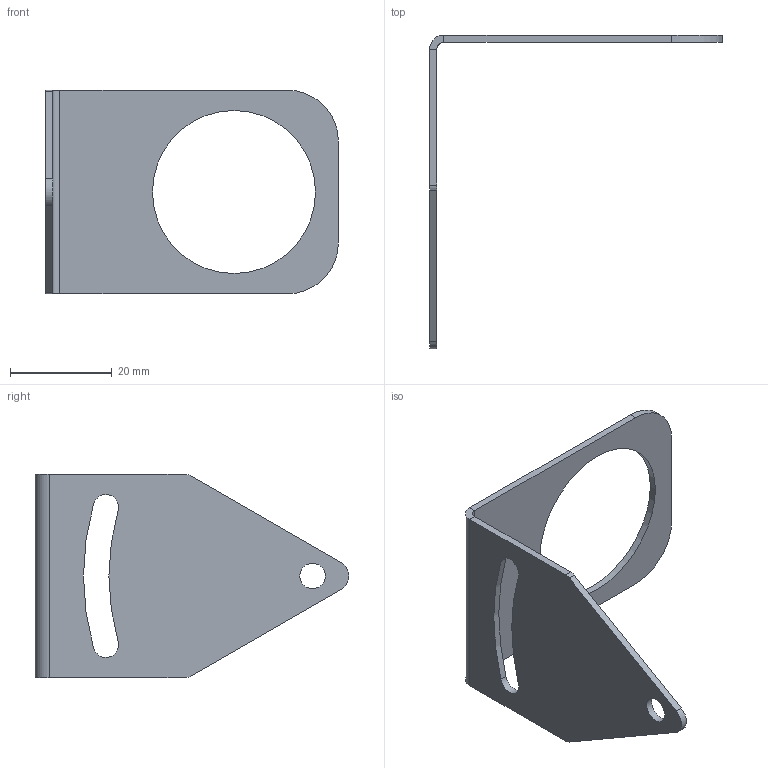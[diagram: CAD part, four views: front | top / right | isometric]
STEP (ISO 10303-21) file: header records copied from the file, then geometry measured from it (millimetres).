
FILE_DESCRIPTION(/* description */ ('SBT-BW-M30'),/* implementation_level */ '2;1');
FILE_NAME(/* name */ 'SBT-BW-M30.stp',/* time_stamp */ '2022-01-18T08:30:01+01:00',/* author */ ('S. Sandt'),/* organization */ ('di-soric GmbH & Co. KG'),/* preprocessor_version */ 'ST-DEVELOPER v18.1',/* originating_system */ 'Autodesk Inventor 2021',/* authorisation */ '');
FILE_SCHEMA (('AUTOMOTIVE_DESIGN { 1 0 10303 214 3 1 1 }'));
Length unit declared in the file: millimetre
Products named in the file (1): Haltewwinkel V2A
Bounding box: 57.5 x 61.64 x 40 mm (x, y, z)
Volume: 4299.9 mm3; surface area: 6792.7 mm2
Topology: 1 solids, 1 shells, 26 faces, 64 edges, 40 vertices
Faces by surface type: cylinder 13, plane 13
Full cylindrical faces by diameter (mm): 5 x1, 32 x1
Entity records: 823 total; most frequent: DIRECTION 144, CARTESIAN_POINT 131, ORIENTED_EDGE 128, EDGE_CURVE 64, AXIS2_PLACEMENT_3D 53, VERTEX_POINT 40, LINE 38, VECTOR 38
